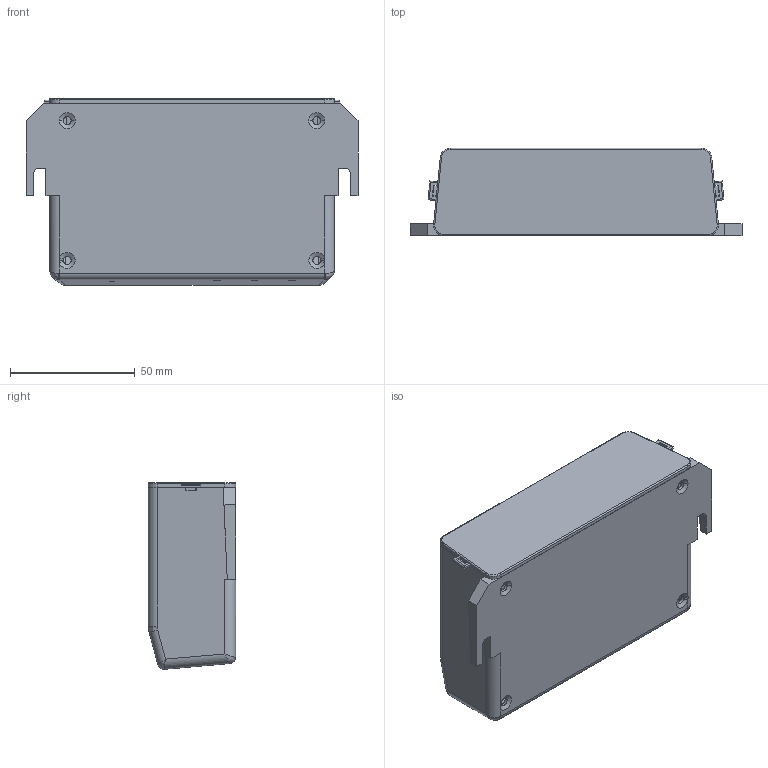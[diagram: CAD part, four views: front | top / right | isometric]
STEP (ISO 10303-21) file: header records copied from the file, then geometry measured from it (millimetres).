
FILE_DESCRIPTION((''),'2;1');
FILE_NAME('SC_CP_015_CX_ASM','2015-04-17T',('cleristonmarques'),(''),'PRO/ENGINEER BY PARAMETRIC TECHNOLOGY CORPORATION, 2010280','PRO/ENGINEER BY PARAMETRIC TECHNOLOGY CORPORATION, 2010280','');
FILE_SCHEMA(('CONFIG_CONTROL_DESIGN'));
Length unit declared in the file: millimetre
Products named in the file (3): CP_015_CX; CP_015_TAMPA; SC_CP_015_CX_ASM
Assembly tree (2 placements, depth 2):
  SC_CP_015_CX_ASM
    CP_015_CX
    CP_015_TAMPA
Bounding box: 133 x 35 x 74.79 mm (x, y, z)
Volume: 55816.9 mm3; surface area: 58328.6 mm2
Topology: 2 solids, 2 shells, 263 faces, 662 edges, 402 vertices
Faces by surface type: cylinder 104, plane 93, bspline 40, torus 12, sphere 8, cone 6
Entity records: 10107 total; most frequent: CARTESIAN_POINT 3889, ORIENTED_EDGE 1324, DIRECTION 1232, EDGE_CURVE 662, AXIS2_PLACEMENT_3D 430, VERTEX_POINT 402, VECTOR 372, LINE 372
